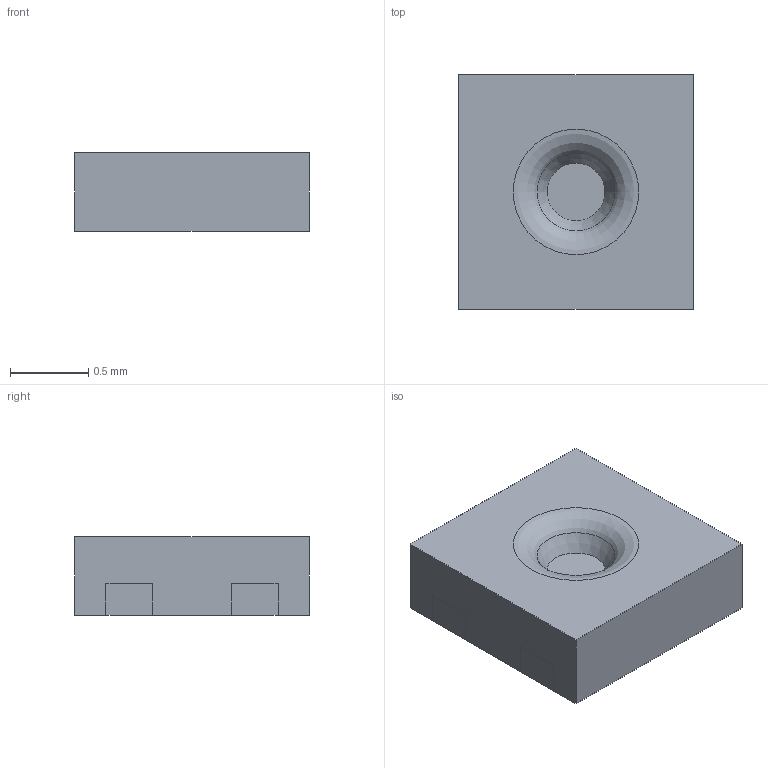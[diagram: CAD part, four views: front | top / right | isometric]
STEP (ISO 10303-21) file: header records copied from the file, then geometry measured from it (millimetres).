
FILE_DESCRIPTION(/* description */ (''),/* implementation_level */ '2;1');
FILE_NAME(/* name */ 'SHT40.step',/* time_stamp */ '2023-03-03T18:07:51+02:00',/* author */ (''),/* organization */ (''),/* preprocessor_version */ 'ST-DEVELOPER v19.2',/* originating_system */ 'Autodesk Translation Framework v11.17.0.187',/* authorisation */ '');
FILE_SCHEMA (('AUTOMOTIVE_DESIGN { 1 0 10303 214 3 1 1 }'));
Length unit declared in the file: millimetre
Products named in the file (1): SHT40
Bounding box: 1.5 x 1.5 x 0.5 mm (x, y, z)
Volume: 1.1 mm3; surface area: 9.8 mm2
Topology: 5 solids, 5 shells, 49 faces, 113 edges, 75 vertices
Faces by surface type: plane 47, torus 1, cone 1
Entity records: 1406 total; most frequent: CARTESIAN_POINT 238, ORIENTED_EDGE 226, DIRECTION 217, EDGE_CURVE 113, LINE 109, VECTOR 109, VERTEX_POINT 75, AXIS2_PLACEMENT_3D 54
